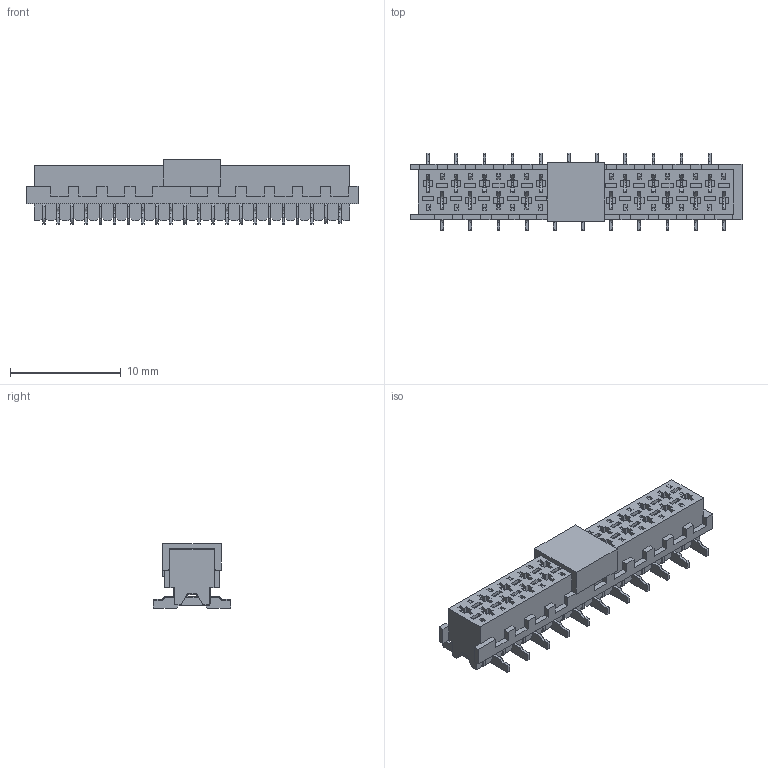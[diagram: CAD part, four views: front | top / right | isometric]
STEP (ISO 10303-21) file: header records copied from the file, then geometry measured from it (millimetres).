
FILE_DESCRIPTION(/* description */ ('Unknown'),/* implementation_level */ '2;1');
FILE_NAME(/* name */ 'J_Wurth_WR-MM_690367282276',/* time_stamp */ '2025-05-08T09:45:05+08:00',/* author */ ('Unknown'),/* organization */ ('Unknown'),/* preprocessor_version */ 'ST-DEVELOPER v19.4',/* originating_system */ 'Solid Edge',/* authorisation */ 'Unknown');
FILE_SCHEMA (('AUTOMOTIVE_DESIGN {1 0 10303 214 3 1 1}'));
Products named in the file (2): J_Wurth_WR-MM_690367282276
Assembly tree (1 placements, depth 2):
  J_Wurth_WR-MM_690367282276
    J_Wurth_WR-MM_690367282276
Bounding box: 29.94 x 7 x 5.85 mm (x, y, z)
Volume: 513 mm3; surface area: 1767.8 mm2
Topology: 1 solids, 1 shells, 2005 faces, 6050 edges, 3883 vertices
Faces by surface type: plane 1633, cylinder 372
Entity records: 81340 total; most frequent: ORIENTED_EDGE 12100, CARTESIAN_POINT 11940, DIRECTION 10940, EDGE_CURVE 6050, LINE 5174, VECTOR 5174, VERTEX_POINT 3883, AXIS2_PLACEMENT_3D 2883
